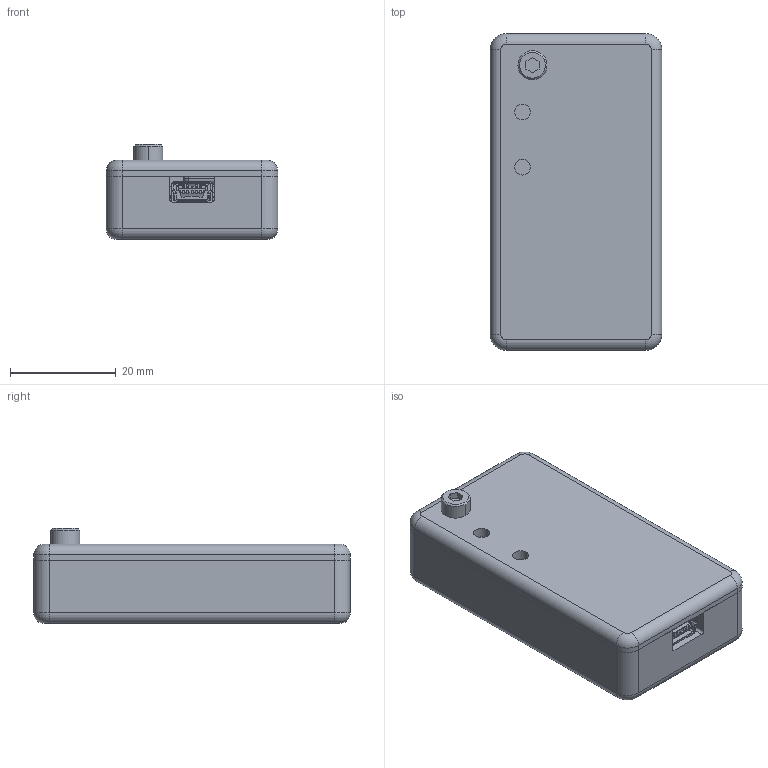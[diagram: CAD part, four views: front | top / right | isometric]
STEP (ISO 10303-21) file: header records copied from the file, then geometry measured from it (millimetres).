
FILE_DESCRIPTION(('Creo Elements/Direct Modeling STEP Export'),'2;1');
FILE_NAME('electricity_meter_reading_head.stp','2023-02-07T14:20:48',(''),(''),'PTC Creo Elements/Direct Modeling STEP processor for AP214 (Solid Model)','PTC Creo Elements/Direct Modeling 19.0A 04-Oct-2014 (C) Parametric Technology GmbH','');
FILE_SCHEMA(('AUTOMOTIVE_DESIGN { 1 0 10303 214 1 1 1 1 }'));
Length unit declared in the file: millimetre
Products named in the file (78): Print_Enclosure_Bottom; Print_Enclosure_Top; B1; COMPOUND; SOLID; C_0805_2012Metric.5; SOT-23.1; LED_D3.0mm_Clear; R_0805_2012Metric.6; SOT-23-5; CP_EIA-3528-21_Kemet-B.1; SOT-223; T1; T2; T3; T4; T5; T6; T7; T8; T9; T10; T11; T12; T13; T14; T15; T16; T17; T18; T19; T20; T21; T22; T23; T24; T25; T26; T27; T28 ...
Assembly tree (95 placements, depth 6):
  electricity_meter_reading_head
    Srew_M3x10_DIN912
    PCB
      USB_Mini_B_SMD_buchse.STEP
        USB_Mini_B_SMD_buchse
      Open_CASCADE_STEP_translator_6.9_1
        Crystal_HC49-U_Vertical
          SOLID
        SOIC-16_3.9x9.9mm_P1.27mm
          SOLID
        ESP-12E
          COMPOUND
            T48
            T47
            T46
            T45
            T44
            T43
            T42
            T41
            T40
            T39
            T38
            T37
            T36
            T35
            T34
            T33
            T32
            T31
            T30
            T29
            T28
            T27
            T26
            T25
            T24
            T23
            T22
            T21
            T20
            T19
            T18
            T17
            T16
            T15
            T14
            T13
            T12
            T11
            T10
            T9
            T8
            T7
            T6
            T5
            T4
            T3
            T2
            T1
Bounding box: 32.5 x 60 x 18 mm (x, y, z)
Volume: 20946.2 mm3; surface area: 18834.1 mm2
Topology: 80 solids, 80 shells, 2432 faces, 6370 edges, 4109 vertices
Faces by surface type: plane 1701, cylinder 677, bspline 16, torus 14, cone 12, sphere 12
Entity records: 67787 total; most frequent: CARTESIAN_POINT 10684, ORIENTED_EDGE 9576, DIRECTION 9302, EDGE_CURVE 4787, VECTOR 3718, LINE 3718, VERTEX_POINT 3092, AXIS2_PLACEMENT_3D 2792
